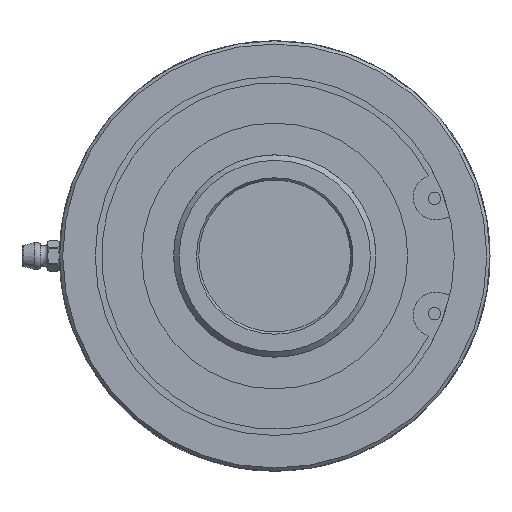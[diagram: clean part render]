
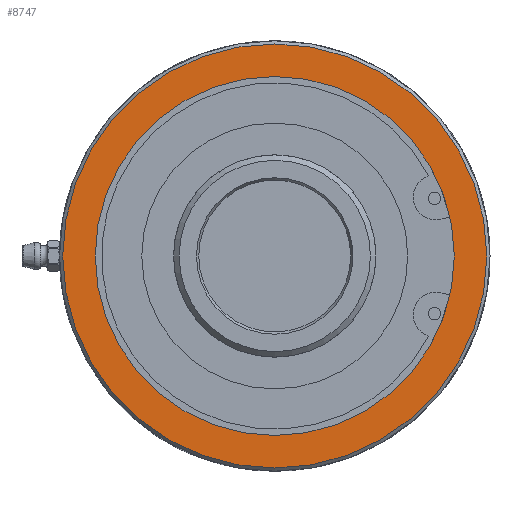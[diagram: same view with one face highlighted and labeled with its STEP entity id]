
A CAD part, left-side view. The second image highlights one B-rep face of the part: STEP entity #8747.
In plain terms, the highlighted planar face has unit normal (-1, 0, 0).
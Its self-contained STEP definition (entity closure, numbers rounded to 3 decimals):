
#465=PLANE('',#9428);
#517=FACE_BOUND('',#1476,.T.);
#947=FACE_OUTER_BOUND('',#1475,.T.);
#1475=EDGE_LOOP('',(#7794));
#1476=EDGE_LOOP('',(#7795,#7796));
#2321=CIRCLE('',#9426,53.2);
#2322=CIRCLE('',#9429,45.035);
#2323=CIRCLE('',#9430,45.035);
#4057=VERTEX_POINT('',#60962);
#4058=VERTEX_POINT('',#60967);
#4059=VERTEX_POINT('',#60968);
#5323=EDGE_CURVE('',#4057,#4057,#2321,.T.);
#5324=EDGE_CURVE('',#4058,#4059,#2322,.T.);
#5325=EDGE_CURVE('',#4059,#4058,#2323,.T.);
#7794=ORIENTED_EDGE('',*,*,#5323,.F.);
#7795=ORIENTED_EDGE('',*,*,#5324,.T.);
#7796=ORIENTED_EDGE('',*,*,#5325,.T.);
#8747=ADVANCED_FACE('',(#947,#517),#465,.F.);
#9426=AXIS2_PLACEMENT_3D('',#60964,#11125,#11126);
#9428=AXIS2_PLACEMENT_3D('',#60966,#11129,#11130);
#9429=AXIS2_PLACEMENT_3D('',#60969,#11131,#11132);
#9430=AXIS2_PLACEMENT_3D('',#60970,#11133,#11134);
#11125=DIRECTION('center_axis',(1.,0.,0.));
#11126=DIRECTION('ref_axis',(0.,-1.,0.));
#11129=DIRECTION('center_axis',(1.,0.,0.));
#11130=DIRECTION('ref_axis',(0.,0.,-1.));
#11131=DIRECTION('center_axis',(1.,0.,0.));
#11132=DIRECTION('ref_axis',(0.,1.,0.));
#11133=DIRECTION('center_axis',(1.,0.,0.));
#11134=DIRECTION('ref_axis',(0.,1.,0.));
#60962=CARTESIAN_POINT('',(2.,53.2,0.));
#60964=CARTESIAN_POINT('Origin',(2.,0.,0.));
#60966=CARTESIAN_POINT('Origin',(2.,27.,0.));
#60967=CARTESIAN_POINT('',(2.,45.035,0.));
#60968=CARTESIAN_POINT('',(2.,-45.035,0.));
#60969=CARTESIAN_POINT('Origin',(2.,0.,0.));
#60970=CARTESIAN_POINT('Origin',(2.,0.,0.));
